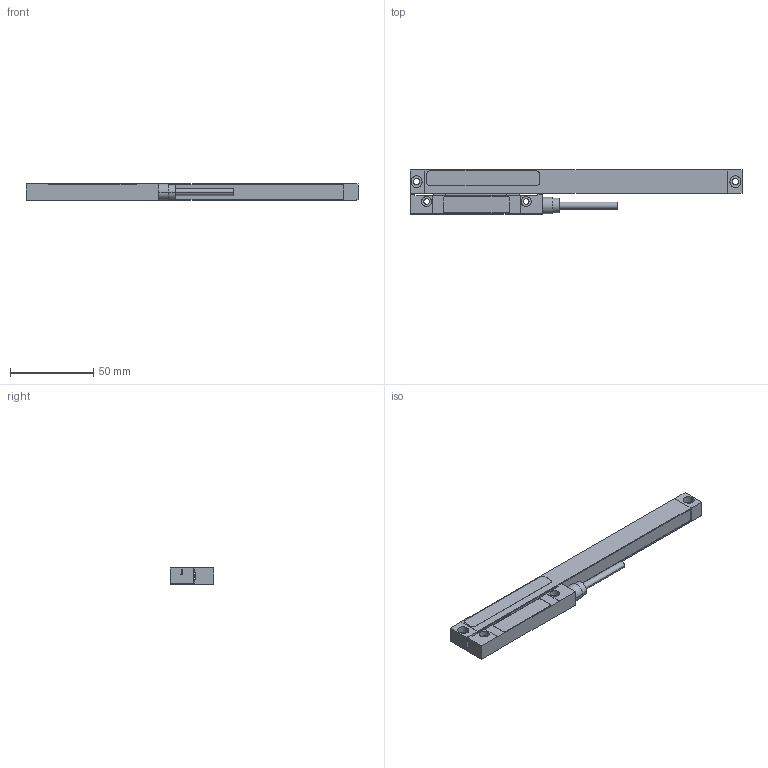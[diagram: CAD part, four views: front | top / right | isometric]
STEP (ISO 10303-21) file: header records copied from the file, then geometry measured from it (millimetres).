
FILE_DESCRIPTION((''),'2;1');
FILE_NAME('591848-01-Z01_ASM','2021-06-11T11:12:35',('AT10150'),(''),'CREO PARAMETRIC BY PTC INC, 2019164','CREO PARAMETRIC BY PTC INC, 2019164','');
FILE_SCHEMA(('AUTOMOTIVE_DESIGN { 1 0 10303 214 1 1 1 1 }'));
Length unit declared in the file: millimetre
Products named in the file (3): 591848-01-Z01; 591848-01-Z02; 591848-01-Z01_ASM
Assembly tree (2 placements, depth 2):
  591848-01-Z01_ASM
    591848-01-Z01
    591848-01-Z02
Bounding box: 200 x 26.5 x 10.1 mm (x, y, z)
Volume: 36289.8 mm3; surface area: 15250.9 mm2
Topology: 2 solids, 2 shells, 115 faces, 736 edges, 638 vertices
Faces by surface type: plane 75, cylinder 40
Entity records: 8640 total; most frequent: CARTESIAN_POINT 1495, DIRECTION 924, PRESENTATION_STYLE_ASSIGNMENT 738, STYLED_ITEM 738, CURVE_STYLE 736, ORIENTED_EDGE 588, VECTOR 508, LINE 508
